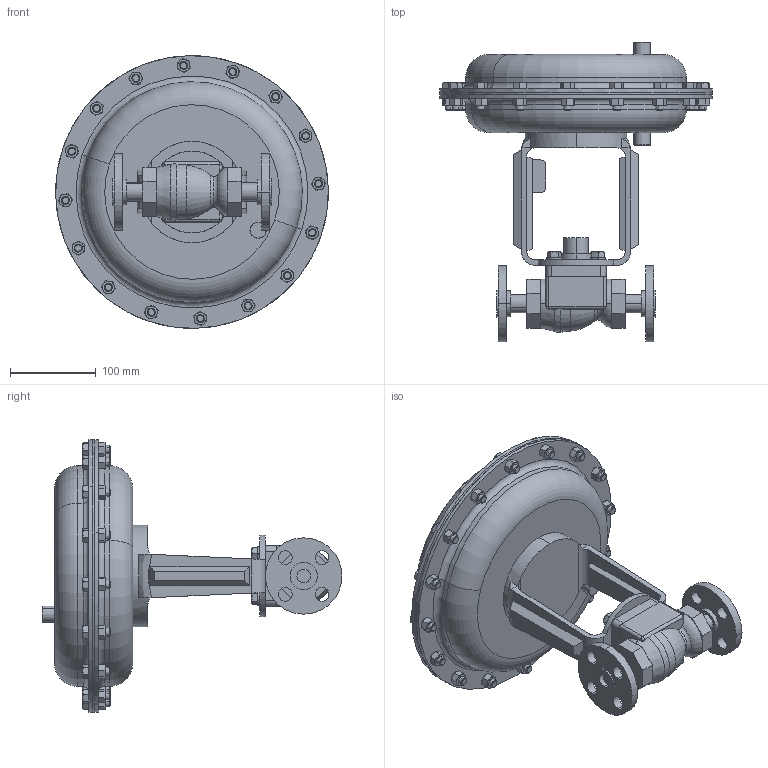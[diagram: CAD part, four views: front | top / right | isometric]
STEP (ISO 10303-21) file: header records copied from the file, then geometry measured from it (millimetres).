
FILE_DESCRIPTION (( 'STEP AP203' ), '1' );
FILE_NAME ('78-050-BR+CS+S6-F5-55M.step', '2017-09-25T13:10:12', ( '' ), ( '' ), 'SwSTEP 2.0', 'SolidWorks 2014', '' );
FILE_SCHEMA (( 'CONFIG_CONTROL_DESIGN' ));
Length unit declared in the file: inch
Products named in the file (1): 78-050-BR+CS+S6-F5-55M
Bounding box: 317.42 x 348.9 x 317.42 mm (x, y, z)
Volume: 5408098.6 mm3; surface area: 529809.7 mm2
Topology: 4 solids, 4 shells, 1054 faces, 2379 edges, 1465 vertices
Faces by surface type: plane 449, cone 377, cylinder 199, torus 23, sphere 4, bspline 2
Entity records: 33860 total; most frequent: CARTESIAN_POINT 11052, ORIENTED_EDGE 4750, DIRECTION 4546, EDGE_CURVE 2375, AXIS2_PLACEMENT_3D 1864, VERTEX_POINT 1465, EDGE_LOOP 1220, FACE_OUTER_BOUND 1054
